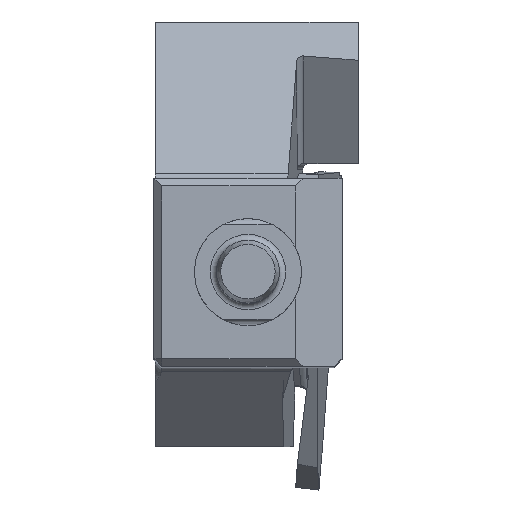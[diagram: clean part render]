
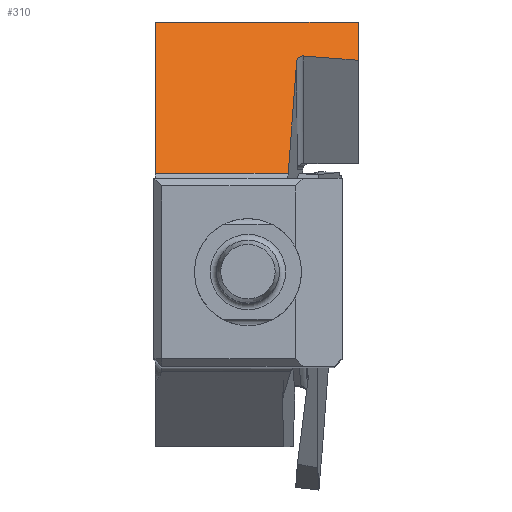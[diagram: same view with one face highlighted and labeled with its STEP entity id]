
A CAD part, top view. The second image highlights one B-rep face of the part: STEP entity #310.
In plain terms, the highlighted planar face has unit normal (0, 0.5, 0.866).
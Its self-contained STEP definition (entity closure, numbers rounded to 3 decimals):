
#310=ADVANCED_FACE('',(#532),#458,.T.);
#458=PLANE('',#2730);
#532=FACE_OUTER_BOUND('',#675,.T.);
#675=EDGE_LOOP('',(#909,#910,#911,#912,#913,#914,#915));
#825=ELLIPSE('',#2729,0.462,0.4);
#909=ORIENTED_EDGE('',*,*,#1893,.F.);
#910=ORIENTED_EDGE('',*,*,#1894,.T.);
#911=ORIENTED_EDGE('',*,*,#1895,.T.);
#912=ORIENTED_EDGE('',*,*,#1896,.F.);
#913=ORIENTED_EDGE('',*,*,#1897,.T.);
#914=ORIENTED_EDGE('',*,*,#1898,.T.);
#915=ORIENTED_EDGE('',*,*,#1899,.F.);
#1655=VERTEX_POINT('',#3740);
#1656=VERTEX_POINT('',#3741);
#1657=VERTEX_POINT('',#3743);
#1658=VERTEX_POINT('',#3745);
#1659=VERTEX_POINT('',#3747);
#1660=VERTEX_POINT('',#3749);
#1661=VERTEX_POINT('',#3751);
#1893=EDGE_CURVE('',#1655,#1656,#2265,.T.);
#1894=EDGE_CURVE('',#1655,#1657,#2266,.T.);
#1895=EDGE_CURVE('',#1657,#1658,#2267,.T.);
#1896=EDGE_CURVE('',#1659,#1658,#825,.T.);
#1897=EDGE_CURVE('',#1659,#1660,#2268,.T.);
#1898=EDGE_CURVE('',#1660,#1661,#2269,.T.);
#1899=EDGE_CURVE('',#1656,#1661,#2270,.T.);
#2265=LINE('',#3739,#2472);
#2266=LINE('',#3742,#2473);
#2267=LINE('',#3744,#2474);
#2268=LINE('',#3748,#2475);
#2269=LINE('',#3750,#2476);
#2270=LINE('',#3752,#2477);
#2472=VECTOR('',#3019,1.);
#2473=VECTOR('',#3020,1.);
#2474=VECTOR('',#3021,1.);
#2475=VECTOR('',#3024,1.);
#2476=VECTOR('',#3025,1.);
#2477=VECTOR('',#3026,1.);
#2729=AXIS2_PLACEMENT_3D('',#3746,#3022,#3023);
#2730=AXIS2_PLACEMENT_3D('',#3753,#3027,#3028);
#3019=DIRECTION('',(0.,0.866,-0.5));
#3020=DIRECTION('',(1.,0.,0.));
#3021=DIRECTION('',(0.065,0.864,-0.499));
#3022=DIRECTION('',(0.,0.5,0.866));
#3023=DIRECTION('',(0.009,-0.866,0.5));
#3024=DIRECTION('',(0.996,-0.078,0.045));
#3025=DIRECTION('',(0.,0.866,-0.5));
#3026=DIRECTION('',(1.,0.,0.));
#3027=DIRECTION('',(0.,0.5,0.866));
#3028=DIRECTION('',(0.,0.866,-0.5));
#3739=CARTESIAN_POINT('',(-11.875,22.,-55.788));
#3740=CARTESIAN_POINT('',(-11.875,12.375,-50.231));
#3741=CARTESIAN_POINT('',(-11.875,22.,-55.788));
#3742=CARTESIAN_POINT('',(-11.975,12.375,-50.231));
#3743=CARTESIAN_POINT('',(-3.426,12.375,-50.231));
#3744=CARTESIAN_POINT('',(-2.686,22.21,-55.909));
#3745=CARTESIAN_POINT('',(-2.892,19.469,-54.327));
#3746=CARTESIAN_POINT('',(-2.493,19.438,-54.309));
#3747=CARTESIAN_POINT('',(-2.463,19.837,-54.539));
#3748=CARTESIAN_POINT('',(0.773,19.584,-54.393));
#3749=CARTESIAN_POINT('',(1.025,19.564,-54.382));
#3750=CARTESIAN_POINT('',(1.025,22.,-55.788));
#3751=CARTESIAN_POINT('',(1.025,22.,-55.788));
#3752=CARTESIAN_POINT('',(1.025,22.,-55.788));
#3753=CARTESIAN_POINT('',(1.025,22.,-55.788));
